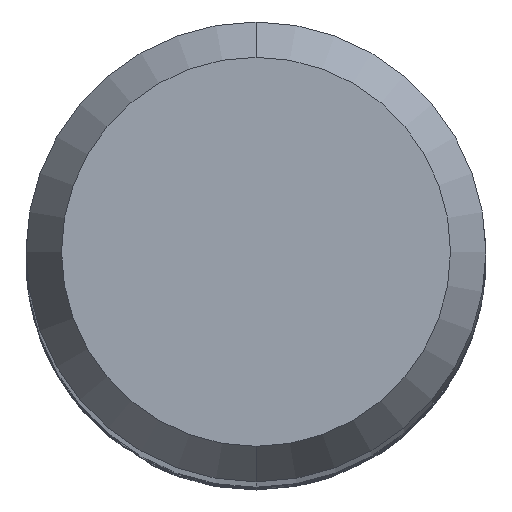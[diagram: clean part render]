
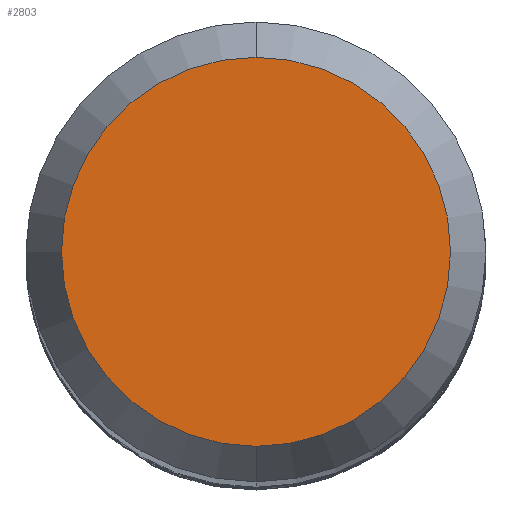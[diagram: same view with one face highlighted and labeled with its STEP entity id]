
A CAD part, top view. The second image highlights one B-rep face of the part: STEP entity #2803.
In plain terms, the highlighted planar face has unit normal (0, 0, 1).
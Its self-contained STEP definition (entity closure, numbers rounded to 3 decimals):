
#1185=EDGE_CURVE('',#3151,#1269,#3305,.T.);
#1201=EDGE_CURVE('',#1269,#3151,#3321,.T.);
#1269=VERTEX_POINT('',#3398);
#2803=ADVANCED_FACE('',(#5069),#5070,.T.);
#3151=VERTEX_POINT('',#5441);
#3305=CIRCLE('',#6638,2.538);
#3321=CIRCLE('',#6670,2.538);
#3398=CARTESIAN_POINT('',(0.0,2.538,0.0));
#5069=FACE_OUTER_BOUND('',#23813,.T.);
#5070=PLANE('',#23814);
#5441=CARTESIAN_POINT('',(0.,-2.538,0.0));
#6638=AXIS2_PLACEMENT_3D('',#25990,#25991,#25992);
#6670=AXIS2_PLACEMENT_3D('',#25996,#25997,#25998);
#23813=EDGE_LOOP('',(#27840,#27841));
#23814=AXIS2_PLACEMENT_3D('',#27842,#27843,#27844);
#25990=CARTESIAN_POINT('',(0.0,0.0,0.0));
#25991=DIRECTION('',(0.0,0.0,-1.0));
#25992=DIRECTION('',(0.0,1.0,0.0));
#25996=CARTESIAN_POINT('',(0.0,0.0,0.0));
#25997=DIRECTION('',(0.0,0.0,-1.0));
#25998=DIRECTION('',(0.0,1.0,0.0));
#27840=ORIENTED_EDGE('',*,*,#1201,.F.);
#27841=ORIENTED_EDGE('',*,*,#1185,.F.);
#27842=CARTESIAN_POINT('',(0.0,1.269,0.0));
#27843=DIRECTION('',(-0.0,0.0,1.0));
#27844=DIRECTION('',(0.0,-1.0,0.0));
